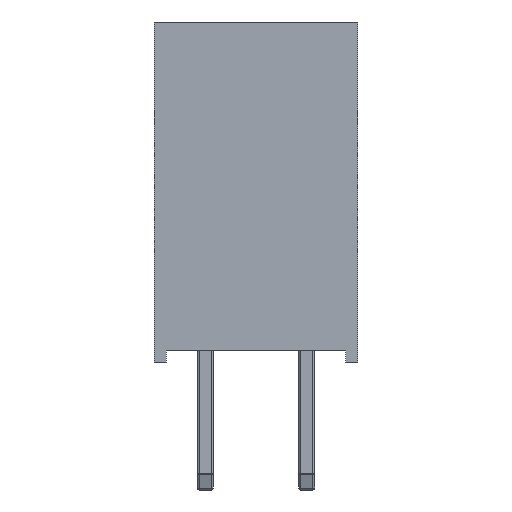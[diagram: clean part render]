
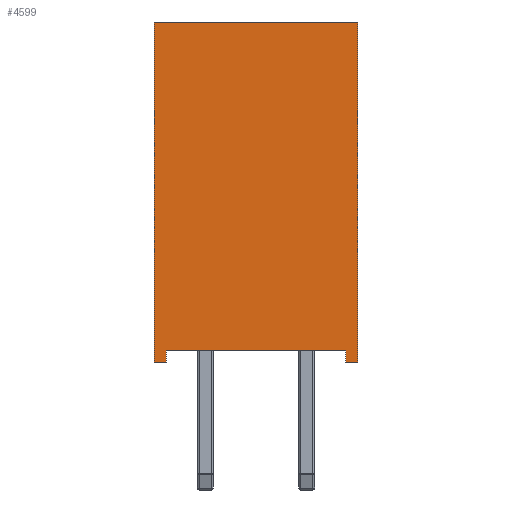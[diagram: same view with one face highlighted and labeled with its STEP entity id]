
A CAD part, left-side view. The second image highlights one B-rep face of the part: STEP entity #4599.
In plain terms, the highlighted planar face has unit normal (-1, 0, 0).
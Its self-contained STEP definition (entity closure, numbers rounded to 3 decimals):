
#626=FACE_OUTER_BOUND('',#916,.T.);
#916=EDGE_LOOP('',(#2976,#2977,#2978,#2979,#2980,#2981,#2982,#2983));
#1238=LINE('',#7160,#1586);
#1239=LINE('',#7163,#1587);
#1241=LINE('',#7167,#1589);
#1242=LINE('',#7169,#1590);
#1243=LINE('',#7171,#1591);
#1244=LINE('',#7173,#1592);
#1245=LINE('',#7175,#1593);
#1246=LINE('',#7176,#1594);
#1586=VECTOR('',#5581,10.);
#1587=VECTOR('',#5584,10.);
#1589=VECTOR('',#5588,10.);
#1590=VECTOR('',#5589,10.);
#1591=VECTOR('',#5590,10.);
#1592=VECTOR('',#5591,10.);
#1593=VECTOR('',#5592,10.);
#1594=VECTOR('',#5593,10.);
#1932=VERTEX_POINT('',#7156);
#1933=VERTEX_POINT('',#7158);
#1934=VERTEX_POINT('',#7162);
#1935=VERTEX_POINT('',#7166);
#1936=VERTEX_POINT('',#7168);
#1937=VERTEX_POINT('',#7170);
#1938=VERTEX_POINT('',#7172);
#1939=VERTEX_POINT('',#7174);
#2310=EDGE_CURVE('',#1932,#1933,#1238,.T.);
#2311=EDGE_CURVE('',#1934,#1932,#1239,.T.);
#2313=EDGE_CURVE('',#1933,#1935,#1241,.T.);
#2314=EDGE_CURVE('',#1935,#1936,#1242,.T.);
#2315=EDGE_CURVE('',#1936,#1937,#1243,.T.);
#2316=EDGE_CURVE('',#1937,#1938,#1244,.T.);
#2317=EDGE_CURVE('',#1939,#1938,#1245,.T.);
#2318=EDGE_CURVE('',#1934,#1939,#1246,.T.);
#2976=ORIENTED_EDGE('',*,*,#2313,.T.);
#2977=ORIENTED_EDGE('',*,*,#2314,.T.);
#2978=ORIENTED_EDGE('',*,*,#2315,.T.);
#2979=ORIENTED_EDGE('',*,*,#2316,.T.);
#2980=ORIENTED_EDGE('',*,*,#2317,.F.);
#2981=ORIENTED_EDGE('',*,*,#2318,.F.);
#2982=ORIENTED_EDGE('',*,*,#2311,.T.);
#2983=ORIENTED_EDGE('',*,*,#2310,.T.);
#4270=PLANE('',#4943);
#4599=ADVANCED_FACE('',(#626),#4270,.T.);
#4943=AXIS2_PLACEMENT_3D('',#7165,#5586,#5587);
#5581=DIRECTION('',(0.,0.,1.));
#5584=DIRECTION('',(0.,-1.,0.));
#5586=DIRECTION('center_axis',(-1.,0.,0.));
#5587=DIRECTION('ref_axis',(0.,-1.,0.));
#5588=DIRECTION('',(0.,-1.,0.));
#5589=DIRECTION('',(0.,0.,-1.));
#5590=DIRECTION('',(0.,-1.,0.));
#5591=DIRECTION('',(0.,0.,1.));
#5592=DIRECTION('',(0.,-1.,0.));
#5593=DIRECTION('',(0.,0.,1.));
#7156=CARTESIAN_POINT('',(-1.27,3.51,0.));
#7158=CARTESIAN_POINT('',(-1.27,3.51,0.3));
#7160=CARTESIAN_POINT('',(-1.27,3.51,0.));
#7162=CARTESIAN_POINT('',(-1.27,3.81,0.));
#7163=CARTESIAN_POINT('',(-1.27,3.81,0.));
#7165=CARTESIAN_POINT('Origin',(-1.27,1.27,0.));
#7166=CARTESIAN_POINT('',(-1.27,-0.97,0.3));
#7167=CARTESIAN_POINT('',(-1.27,1.27,0.3));
#7168=CARTESIAN_POINT('',(-1.27,-0.97,0.));
#7169=CARTESIAN_POINT('',(-1.27,-0.97,0.));
#7170=CARTESIAN_POINT('',(-1.27,-1.27,0.));
#7171=CARTESIAN_POINT('',(-1.27,1.27,0.));
#7172=CARTESIAN_POINT('',(-1.27,-1.27,8.5));
#7173=CARTESIAN_POINT('',(-1.27,-1.27,0.));
#7174=CARTESIAN_POINT('',(-1.27,3.81,8.5));
#7175=CARTESIAN_POINT('',(-1.27,3.81,8.5));
#7176=CARTESIAN_POINT('',(-1.27,3.81,0.));
